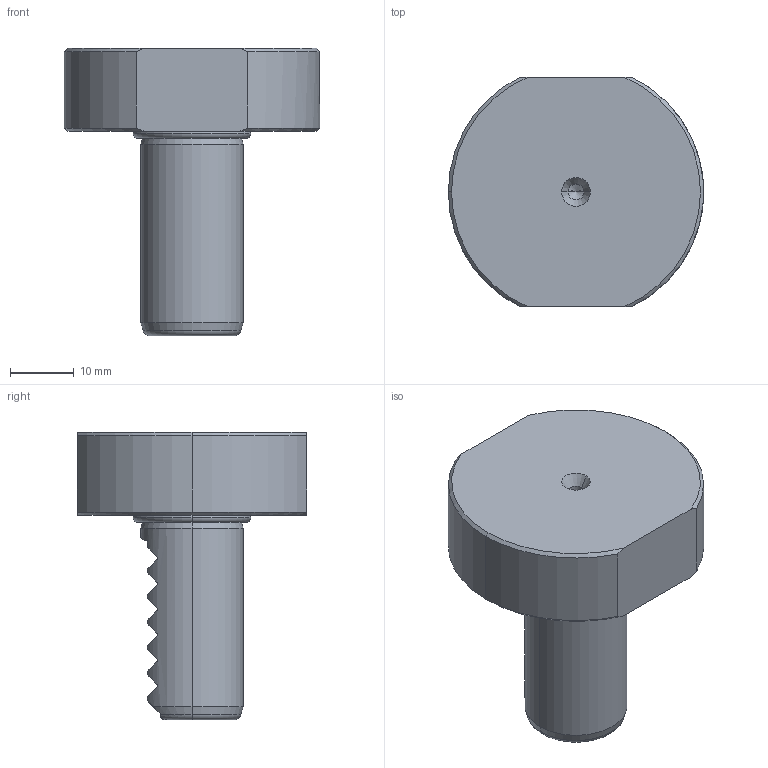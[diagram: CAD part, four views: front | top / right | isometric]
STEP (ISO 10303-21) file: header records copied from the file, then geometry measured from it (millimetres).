
FILE_DESCRIPTION (( 'STEP AP203' ), '1' );
FILE_NAME ('Z2-16 ASSY.STEP', '2019-10-04T06:38:14', ( '' ), ( '' ), 'SwSTEP 2.0', 'SolidWorks 2017', '' );
FILE_SCHEMA (( 'CONFIG_CONTROL_DESIGN' ));
Length unit declared in the file: millimetre
Products named in the file (1): Z2-16 ASSY
Bounding box: 40 x 36 x 45 mm (x, y, z)
Volume: 21239.3 mm3; surface area: 6206.7 mm2
Topology: 2 solids, 2 shells, 88 faces, 220 edges, 134 vertices
Faces by surface type: plane 31, cone 23, cylinder 21, torus 13
Entity records: 2755 total; most frequent: CARTESIAN_POINT 686, ORIENTED_EDGE 428, DIRECTION 413, EDGE_CURVE 214, AXIS2_PLACEMENT_3D 165, VERTEX_POINT 134, EDGE_LOOP 94, ADVANCED_FACE 88
